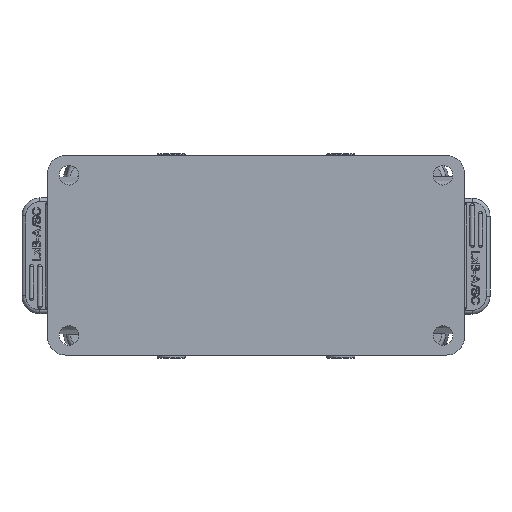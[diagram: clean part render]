
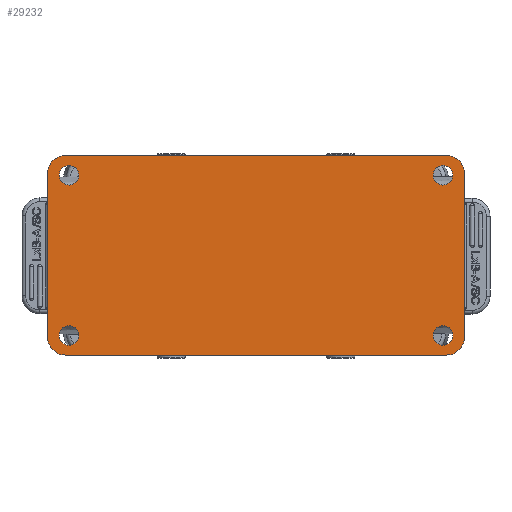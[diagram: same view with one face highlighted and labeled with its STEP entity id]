
A CAD part, front view. The second image highlights one B-rep face of the part: STEP entity #29232.
In plain terms, the highlighted planar face has unit normal (0, -1, 0).
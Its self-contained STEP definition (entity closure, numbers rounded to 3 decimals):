
#2902=DIRECTION('',(0.,0.,1.));
#2903=VECTOR('',#2902,46.);
#2904=CARTESIAN_POINT('',(118.,0.,
-22.82));
#2905=LINE('',#2904,#2903);
#2924=DIRECTION('',(-1.,0.,0.));
#2925=VECTOR('',#2924,107.);
#2926=CARTESIAN_POINT('',(113.,0.,
28.18));
#2927=LINE('',#2926,#2925);
#3201=CARTESIAN_POINT('',(113.,0.,
-22.82));
#3202=DIRECTION('',(0.,1.,0.));
#3203=DIRECTION('',(1.,0.,0.));
#3204=AXIS2_PLACEMENT_3D('',#3201,#3202,#3203);
#3206=DIRECTION('',(-1.,0.,0.));
#3207=VECTOR('',#3206,107.);
#3208=CARTESIAN_POINT('',(113.,0.,
-27.82));
#3209=LINE('',#3208,#3207);
#3210=CARTESIAN_POINT('',(6.,0.,
-22.82));
#3211=DIRECTION('',(0.,1.,0.));
#3212=DIRECTION('',(0.,0.,-1.));
#3213=AXIS2_PLACEMENT_3D('',#3210,#3211,#3212);
#3215=CARTESIAN_POINT('',(6.,0.,
23.18));
#3216=DIRECTION('',(0.,1.,0.));
#3217=DIRECTION('',(-1.,0.,0.));
#3218=AXIS2_PLACEMENT_3D('',#3215,#3216,#3217);
#3220=CARTESIAN_POINT('',(113.,0.,
23.18));
#3221=DIRECTION('',(0.,1.,0.));
#3222=DIRECTION('',(0.,0.,1.));
#3223=AXIS2_PLACEMENT_3D('',#3220,#3221,#3222);
#3225=CARTESIAN_POINT('',(7.,0.,
22.68));
#3226=DIRECTION('',(0.,-1.,0.));
#3227=DIRECTION('',(0.,0.,1.));
#3228=AXIS2_PLACEMENT_3D('',#3225,#3226,#3227);
#3230=CARTESIAN_POINT('',(7.,0.,
22.68));
#3231=DIRECTION('',(0.,-1.,0.));
#3232=DIRECTION('',(0.,0.,-1.));
#3233=AXIS2_PLACEMENT_3D('',#3230,#3231,#3232);
#3235=CARTESIAN_POINT('',(7.,0.,
-22.32));
#3236=DIRECTION('',(0.,-1.,0.));
#3237=DIRECTION('',(0.,0.,1.));
#3238=AXIS2_PLACEMENT_3D('',#3235,#3236,#3237);
#3240=CARTESIAN_POINT('',(7.,0.,
-22.32));
#3241=DIRECTION('',(0.,-1.,0.));
#3242=DIRECTION('',(0.,0.,-1.));
#3243=AXIS2_PLACEMENT_3D('',#3240,#3241,#3242);
#3245=CARTESIAN_POINT('',(112.,0.,
-22.32));
#3246=DIRECTION('',(0.,-1.,0.));
#3247=DIRECTION('',(0.,0.,1.));
#3248=AXIS2_PLACEMENT_3D('',#3245,#3246,#3247);
#3250=CARTESIAN_POINT('',(112.,0.,
-22.32));
#3251=DIRECTION('',(0.,-1.,0.));
#3252=DIRECTION('',(0.,0.,-1.));
#3253=AXIS2_PLACEMENT_3D('',#3250,#3251,#3252);
#3255=CARTESIAN_POINT('',(112.,0.,
22.68));
#3256=DIRECTION('',(0.,-1.,0.));
#3257=DIRECTION('',(0.,0.,1.));
#3258=AXIS2_PLACEMENT_3D('',#3255,#3256,#3257);
#3260=CARTESIAN_POINT('',(112.,0.,
22.68));
#3261=DIRECTION('',(0.,-1.,0.));
#3262=DIRECTION('',(0.,0.,-1.));
#3263=AXIS2_PLACEMENT_3D('',#3260,#3261,#3262);
#5874=DIRECTION('',(0.,0.,-1.));
#5875=VECTOR('',#5874,46.);
#5876=CARTESIAN_POINT('',(1.,0.,
23.18));
#5877=LINE('',#5876,#5875);
#20771=CARTESIAN_POINT('',(118.,0.,
23.18));
#20773=VERTEX_POINT('',#20771);
#20794=CARTESIAN_POINT('',(118.,0.,
-22.82));
#20795=VERTEX_POINT('',#20794);
#20796=CARTESIAN_POINT('',(113.,0.,
28.18));
#20798=VERTEX_POINT('',#20796);
#20802=CARTESIAN_POINT('',(6.,0.,
28.18));
#20803=VERTEX_POINT('',#20802);
#20838=CARTESIAN_POINT('',(112.,0.,
25.43));
#20839=CARTESIAN_POINT('',(112.,0.,
19.93));
#20840=VERTEX_POINT('',#20838);
#20841=VERTEX_POINT('',#20839);
#20842=CARTESIAN_POINT('',(113.,0.,
-27.82));
#20843=VERTEX_POINT('',#20842);
#20844=CARTESIAN_POINT('',(6.,0.,
-27.82));
#20845=VERTEX_POINT('',#20844);
#20846=CARTESIAN_POINT('',(1.,0.,
-22.82));
#20847=VERTEX_POINT('',#20846);
#20848=CARTESIAN_POINT('',(1.,0.,
23.18));
#20849=VERTEX_POINT('',#20848);
#20850=CARTESIAN_POINT('',(7.,0.,
25.43));
#20851=CARTESIAN_POINT('',(7.,0.,
19.93));
#20852=VERTEX_POINT('',#20850);
#20853=VERTEX_POINT('',#20851);
#20854=CARTESIAN_POINT('',(7.,0.,
-19.57));
#20855=CARTESIAN_POINT('',(7.,0.,
-25.07));
#20856=VERTEX_POINT('',#20854);
#20857=VERTEX_POINT('',#20855);
#20858=CARTESIAN_POINT('',(112.,0.,
-19.57));
#20859=CARTESIAN_POINT('',(112.,0.,
-25.07));
#20860=VERTEX_POINT('',#20858);
#20861=VERTEX_POINT('',#20859);
#29189=CARTESIAN_POINT('',(59.5,0.,
0.18));
#29190=DIRECTION('',(0.,1.,0.));
#29191=DIRECTION('',(0.,0.,1.));
#29192=AXIS2_PLACEMENT_3D('',#29189,#29190,#29191);
#29193=PLANE('',#29192);
#29194=ORIENTED_EDGE('',*,*,#28311,.F.);
#29196=ORIENTED_EDGE('',*,*,#29195,.T.);
#29198=ORIENTED_EDGE('',*,*,#29197,.T.);
#29200=ORIENTED_EDGE('',*,*,#29199,.T.);
#29202=ORIENTED_EDGE('',*,*,#29201,.F.);
#29204=ORIENTED_EDGE('',*,*,#29203,.T.);
#29205=ORIENTED_EDGE('',*,*,#28345,.F.);
#29206=ORIENTED_EDGE('',*,*,#28332,.T.);
#29207=EDGE_LOOP('',(#29194,#29196,#29198,#29200,#29202,#29204,#29205,#29206));
#29208=FACE_OUTER_BOUND('',#29207,.F.);
#29210=ORIENTED_EDGE('',*,*,#29209,.T.);
#29212=ORIENTED_EDGE('',*,*,#29211,.T.);
#29213=EDGE_LOOP('',(#29210,#29212));
#29214=FACE_BOUND('',#29213,.F.);
#29216=ORIENTED_EDGE('',*,*,#29215,.T.);
#29218=ORIENTED_EDGE('',*,*,#29217,.T.);
#29219=EDGE_LOOP('',(#29216,#29218));
#29220=FACE_BOUND('',#29219,.F.);
#29222=ORIENTED_EDGE('',*,*,#29221,.T.);
#29224=ORIENTED_EDGE('',*,*,#29223,.T.);
#29225=EDGE_LOOP('',(#29222,#29224));
#29226=FACE_BOUND('',#29225,.F.);
#29227=ORIENTED_EDGE('',*,*,#29179,.T.);
#29229=ORIENTED_EDGE('',*,*,#29228,.T.);
#29230=EDGE_LOOP('',(#29227,#29229));
#29231=FACE_BOUND('',#29230,.F.);
#3205=CIRCLE('',#3204,5.);
#3214=CIRCLE('',#3213,5.);
#3219=CIRCLE('',#3218,5.);
#3224=CIRCLE('',#3223,5.);
#3229=CIRCLE('',#3228,2.75);
#3234=CIRCLE('',#3233,2.75);
#3239=CIRCLE('',#3238,2.75);
#3244=CIRCLE('',#3243,2.75);
#3249=CIRCLE('',#3248,2.75);
#3254=CIRCLE('',#3253,2.75);
#3259=CIRCLE('',#3258,2.75);
#3264=CIRCLE('',#3263,2.75);
#28311=EDGE_CURVE('',#20795,#20773,#2905,.T.);
#28332=EDGE_CURVE('',#20798,#20773,#3224,.T.);
#28345=EDGE_CURVE('',#20798,#20803,#2927,.T.);
#29179=EDGE_CURVE('',#20840,#20841,#3259,.T.);
#29195=EDGE_CURVE('',#20795,#20843,#3205,.T.);
#29197=EDGE_CURVE('',#20843,#20845,#3209,.T.);
#29199=EDGE_CURVE('',#20845,#20847,#3214,.T.);
#29201=EDGE_CURVE('',#20849,#20847,#5877,.T.);
#29203=EDGE_CURVE('',#20849,#20803,#3219,.T.);
#29209=EDGE_CURVE('',#20852,#20853,#3229,.T.);
#29211=EDGE_CURVE('',#20853,#20852,#3234,.T.);
#29215=EDGE_CURVE('',#20856,#20857,#3239,.T.);
#29217=EDGE_CURVE('',#20857,#20856,#3244,.T.);
#29221=EDGE_CURVE('',#20860,#20861,#3249,.T.);
#29223=EDGE_CURVE('',#20861,#20860,#3254,.T.);
#29228=EDGE_CURVE('',#20841,#20840,#3264,.T.);
#29232=ADVANCED_FACE('',(#29208,#29214,#29220,#29226,#29231),#29193,.F.);
